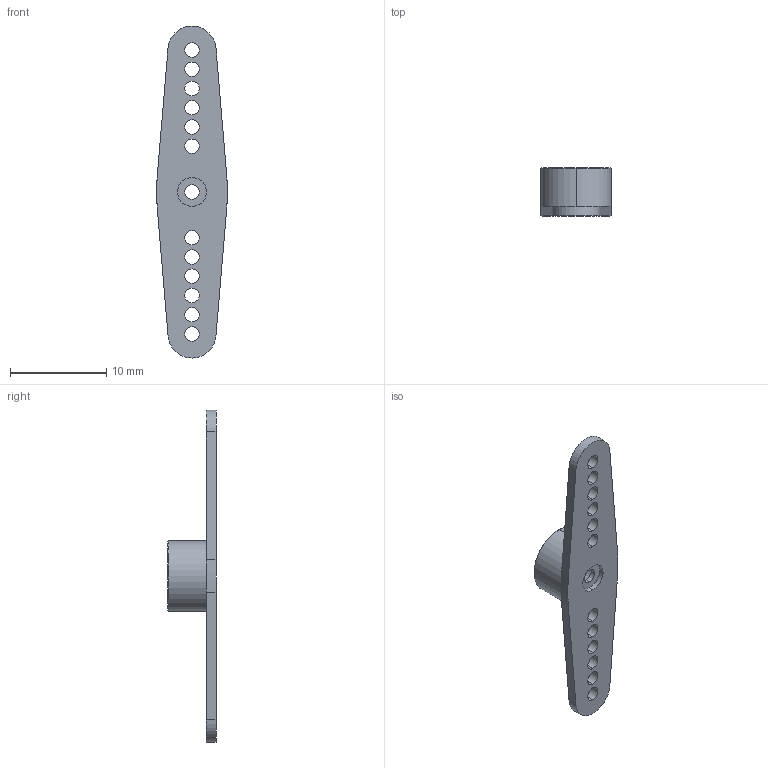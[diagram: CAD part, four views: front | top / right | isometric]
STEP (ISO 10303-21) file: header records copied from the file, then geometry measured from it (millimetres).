
FILE_DESCRIPTION (( 'STEP AP214' ), '1' );
FILE_NAME ('Part_7.STEP', '2024-01-17T21:35:04', ( '' ), ( '' ), 'SwSTEP 2.0', 'SolidWorks 2022', '' );
FILE_SCHEMA (( 'AUTOMOTIVE_DESIGN' ));
Length unit declared in the file: millimetre
Products named in the file (1): Part_7
Bounding box: 7.36 x 5 x 34.49 mm (x, y, z)
Volume: 297.4 mm3; surface area: 652.8 mm2
Topology: 1 solids, 1 shells, 274 faces, 691 edges, 422 vertices
Faces by surface type: plane 235, cylinder 37, cone 2
Entity records: 8053 total; most frequent: CARTESIAN_POINT 1388, ORIENTED_EDGE 1382, DIRECTION 1321, EDGE_CURVE 691, LINE 611, VECTOR 611, VERTEX_POINT 422, AXIS2_PLACEMENT_3D 355
